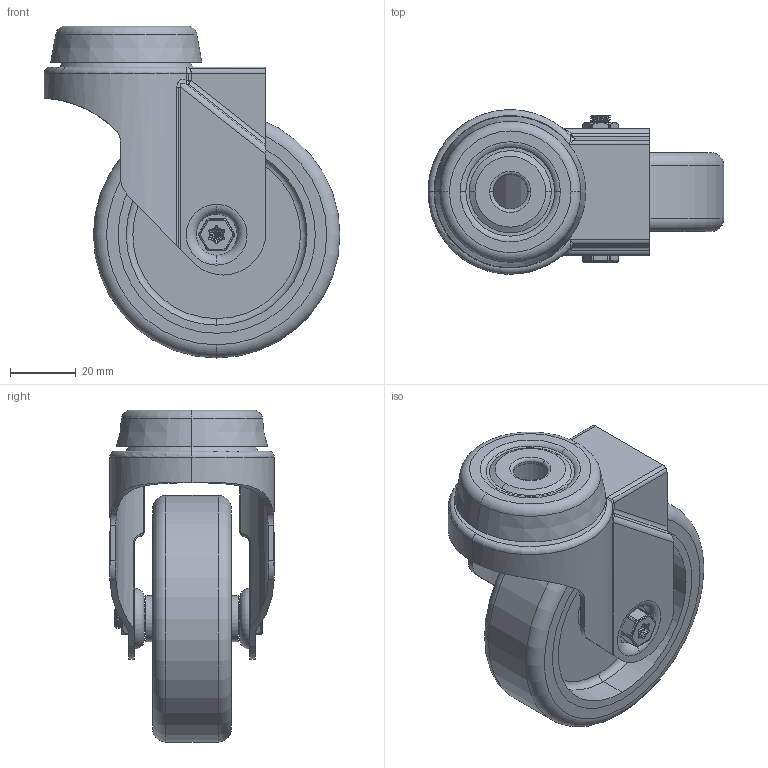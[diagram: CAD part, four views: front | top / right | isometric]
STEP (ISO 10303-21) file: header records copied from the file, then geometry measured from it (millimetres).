
FILE_DESCRIPTION(('STEP AP203'),'1');
FILE_NAME('BZRA75GRBH10.STEP','2023-05-31T11:27:40',(' '),(' '),'Spatial InterOp 3D',' ',' ');
FILE_SCHEMA(('CONFIG_CONTROL_DESIGN'));
Length unit declared in the file: metre
Products named in the file (13): BZRA75ASBH10; ZINC PLATED PRESSED STEEL FORKS; ZINC PLATED PRESSED STEEL HEAD; BZRA75GRBH10; BZL75WGR; THERMOPLASTIC RUBBER TYRE; POLYPROPYLENE RIM; TUBEM8X30; ZINC PLATED AXLE TUBE; BOLTBZRA6MM; ZINC PLATED AXLE BOLT; NM6GR8HALFGR8; ZINC PLATED LOCKING NUT
Assembly tree (12 placements, depth 3):
  BZRA75GRBH10
    BZRA75ASBH10
      ZINC PLATED PRESSED STEEL FORKS
      ZINC PLATED PRESSED STEEL HEAD
    BZL75WGR
      THERMOPLASTIC RUBBER TYRE
      POLYPROPYLENE RIM
    TUBEM8X30
      ZINC PLATED AXLE TUBE
    BOLTBZRA6MM
      ZINC PLATED AXLE BOLT
    NM6GR8HALFGR8
      ZINC PLATED LOCKING NUT
Bounding box: 90 x 50 x 101 mm (x, y, z)
Volume: 86328.2 mm3; surface area: 56593.1 mm2
Topology: 7 solids, 7 shells, 388 faces, 947 edges, 579 vertices
Faces by surface type: cylinder 173, torus 70, plane 56, cone 44, bspline 42, sphere 3
Entity records: 31625 total; most frequent: CARTESIAN_POINT 21949, DIRECTION 1966, ORIENTED_EDGE 1874, EDGE_CURVE 937, AXIS2_PLACEMENT_3D 849, VERTEX_POINT 579, CIRCLE 467, EDGE_LOOP 420
